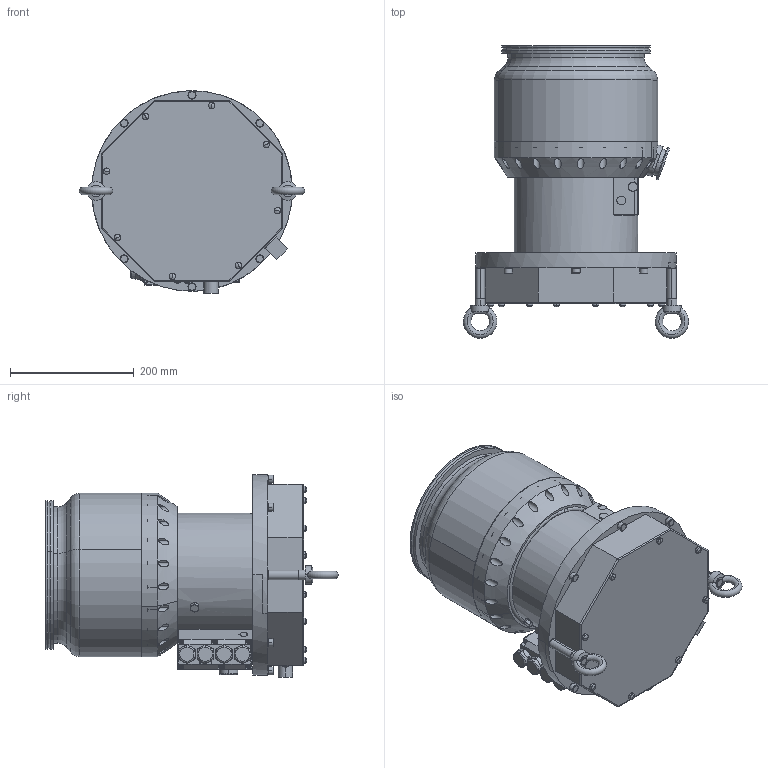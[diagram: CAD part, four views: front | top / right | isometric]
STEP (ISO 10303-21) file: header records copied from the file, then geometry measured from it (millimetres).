
FILE_DESCRIPTION((''),'1');
FILE_NAME('PMP03755_SW','2006-04-19T',('leib'),(''),'PRO/ENGINEER BY PARAMETRIC TECHNOLOGY CORPORATION, 2000420','PRO/ENGINEER BY PARAMETRIC TECHNOLOGY CORPORATION, 2000420','');
FILE_SCHEMA(('CONFIG_CONTROL_DESIGN'));
Length unit declared in the file: millimetre
Products named in the file (1): PMP03755_SW
Bounding box: 363.92 x 472.6 x 327.32 mm (x, y, z)
Volume: 21739411.8 mm3; surface area: 745901.8 mm2
Topology: 1 solids, 1 shells, 1013 faces, 2470 edges, 1527 vertices
Faces by surface type: cylinder 417, plane 399, cone 122, torus 43, sphere 32
Entity records: 32411 total; most frequent: CARTESIAN_POINT 8817, DIRECTION 4997, ORIENTED_EDGE 4808, EDGE_CURVE 2404, AXIS2_PLACEMENT_3D 1937, VERTEX_POINT 1527, EDGE_LOOP 1161, VECTOR 1123
